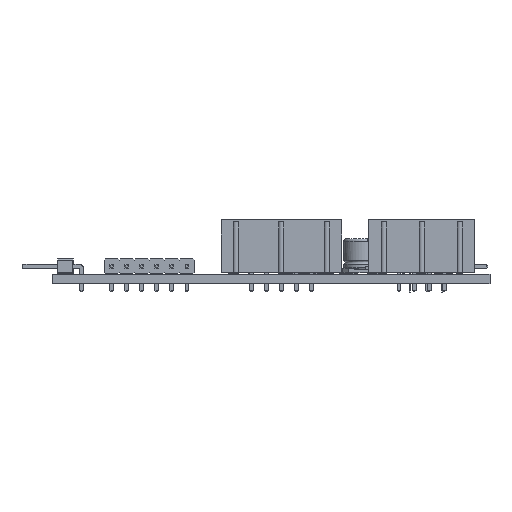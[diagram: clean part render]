
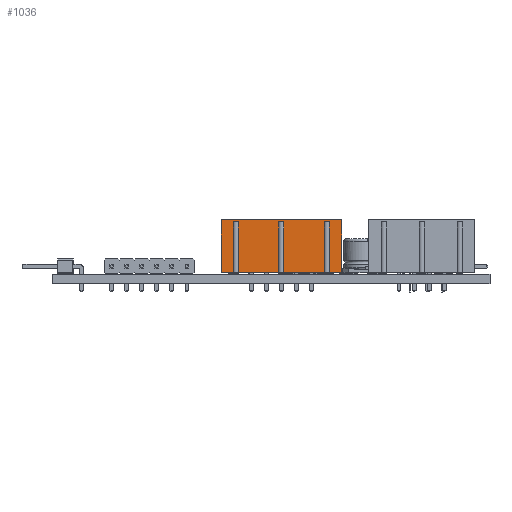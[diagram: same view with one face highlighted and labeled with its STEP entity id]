
A CAD part, front view. The second image highlights one B-rep face of the part: STEP entity #1036.
In plain terms, the highlighted face is planar.
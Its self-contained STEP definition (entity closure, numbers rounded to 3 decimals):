
#198 = EDGE_CURVE('',#199,#201,#203,.T.);
#199 = VERTEX_POINT('',#200);
#200 = CARTESIAN_POINT('',(5.695,5.1,0.25));
#201 = VERTEX_POINT('',#202);
#202 = CARTESIAN_POINT('',(5.695,5.1,9.1));
#203 = LINE('',#204,#205);
#204 = CARTESIAN_POINT('',(5.695,5.1,0.25));
#205 = VECTOR('',#206,1.);
#206 = DIRECTION('',(0.,0.,1.));
#263 = VERTEX_POINT('',#264);
#264 = CARTESIAN_POINT('',(5.695,-15.26,9.1));
#270 = EDGE_CURVE('',#263,#201,#271,.T.);
#271 = LINE('',#272,#273);
#272 = CARTESIAN_POINT('',(5.695,-15.26,9.1));
#273 = VECTOR('',#274,1.);
#274 = DIRECTION('',(0.,1.,0.));
#471 = VERTEX_POINT('',#472);
#472 = CARTESIAN_POINT('',(5.695,-15.26,0.25));
#478 = EDGE_CURVE('',#471,#263,#479,.T.);
#479 = LINE('',#480,#481);
#480 = CARTESIAN_POINT('',(5.695,-15.26,0.25));
#481 = VECTOR('',#482,1.);
#482 = DIRECTION('',(0.,0.,1.));
#518 = EDGE_CURVE('',#519,#199,#521,.T.);
#519 = VERTEX_POINT('',#520);
#520 = CARTESIAN_POINT('',(5.695,3.033,0.25));
#521 = LINE('',#522,#523);
#522 = CARTESIAN_POINT('',(5.695,-15.26,0.25));
#523 = VECTOR('',#524,1.);
#524 = DIRECTION('',(0.,1.,0.));
#536 = VERTEX_POINT('',#537);
#537 = CARTESIAN_POINT('',(5.695,2.167,0.25));
#544 = EDGE_CURVE('',#545,#536,#547,.T.);
#545 = VERTEX_POINT('',#546);
#546 = CARTESIAN_POINT('',(5.695,-4.647,0.25));
#547 = LINE('',#548,#549);
#548 = CARTESIAN_POINT('',(5.695,-15.26,0.25));
#549 = VECTOR('',#550,1.);
#550 = DIRECTION('',(0.,1.,0.));
#562 = VERTEX_POINT('',#563);
#563 = CARTESIAN_POINT('',(5.695,-5.513,0.25));
#570 = EDGE_CURVE('',#571,#562,#573,.T.);
#571 = VERTEX_POINT('',#572);
#572 = CARTESIAN_POINT('',(5.695,-12.327,0.25));
#573 = LINE('',#574,#575);
#574 = CARTESIAN_POINT('',(5.695,-15.26,0.25));
#575 = VECTOR('',#576,1.);
#576 = DIRECTION('',(0.,1.,0.));
#588 = VERTEX_POINT('',#589);
#589 = CARTESIAN_POINT('',(5.695,-13.193,0.25));
#596 = EDGE_CURVE('',#471,#588,#597,.T.);
#597 = LINE('',#598,#599);
#598 = CARTESIAN_POINT('',(5.695,-15.26,0.25));
#599 = VECTOR('',#600,1.);
#600 = DIRECTION('',(0.,1.,0.));
#1036 = ADVANCED_FACE('',(#1037),#1112,.T.);
#1037 = FACE_BOUND('',#1038,.T.);
#1038 = EDGE_LOOP('',(#1039,#1040,#1041,#1049,#1057,#1063,#1064,#1072,
    #1080,#1086,#1087,#1095,#1103,#1109,#1110,#1111));
#1039 = ORIENTED_EDGE('',*,*,#478,.F.);
#1040 = ORIENTED_EDGE('',*,*,#596,.T.);
#1041 = ORIENTED_EDGE('',*,*,#1042,.F.);
#1042 = EDGE_CURVE('',#1043,#588,#1045,.T.);
#1043 = VERTEX_POINT('',#1044);
#1044 = CARTESIAN_POINT('',(5.695,-13.193,8.75));
#1045 = LINE('',#1046,#1047);
#1046 = CARTESIAN_POINT('',(5.695,-13.193,0.25));
#1047 = VECTOR('',#1048,1.);
#1048 = DIRECTION('',(-0.,-0.,-1.));
#1049 = ORIENTED_EDGE('',*,*,#1050,.F.);
#1050 = EDGE_CURVE('',#1051,#1043,#1053,.T.);
#1051 = VERTEX_POINT('',#1052);
#1052 = CARTESIAN_POINT('',(5.695,-12.327,8.75));
#1053 = LINE('',#1054,#1055);
#1054 = CARTESIAN_POINT('',(5.695,-8.92,8.75));
#1055 = VECTOR('',#1056,1.);
#1056 = DIRECTION('',(0.,-1.,0.));
#1057 = ORIENTED_EDGE('',*,*,#1058,.T.);
#1058 = EDGE_CURVE('',#1051,#571,#1059,.T.);
#1059 = LINE('',#1060,#1061);
#1060 = CARTESIAN_POINT('',(5.695,-12.327,0.25));
#1061 = VECTOR('',#1062,1.);
#1062 = DIRECTION('',(-0.,-0.,-1.));
#1063 = ORIENTED_EDGE('',*,*,#570,.T.);
#1064 = ORIENTED_EDGE('',*,*,#1065,.F.);
#1065 = EDGE_CURVE('',#1066,#562,#1068,.T.);
#1066 = VERTEX_POINT('',#1067);
#1067 = CARTESIAN_POINT('',(5.695,-5.513,8.75));
#1068 = LINE('',#1069,#1070);
#1069 = CARTESIAN_POINT('',(5.695,-5.513,0.25));
#1070 = VECTOR('',#1071,1.);
#1071 = DIRECTION('',(-0.,-0.,-1.));
#1072 = ORIENTED_EDGE('',*,*,#1073,.F.);
#1073 = EDGE_CURVE('',#1074,#1066,#1076,.T.);
#1074 = VERTEX_POINT('',#1075);
#1075 = CARTESIAN_POINT('',(5.695,-4.647,8.75));
#1076 = LINE('',#1077,#1078);
#1077 = CARTESIAN_POINT('',(5.695,-5.08,8.75));
#1078 = VECTOR('',#1079,1.);
#1079 = DIRECTION('',(0.,-1.,0.));
#1080 = ORIENTED_EDGE('',*,*,#1081,.T.);
#1081 = EDGE_CURVE('',#1074,#545,#1082,.T.);
#1082 = LINE('',#1083,#1084);
#1083 = CARTESIAN_POINT('',(5.695,-4.647,0.25));
#1084 = VECTOR('',#1085,1.);
#1085 = DIRECTION('',(-0.,-0.,-1.));
#1086 = ORIENTED_EDGE('',*,*,#544,.T.);
#1087 = ORIENTED_EDGE('',*,*,#1088,.F.);
#1088 = EDGE_CURVE('',#1089,#536,#1091,.T.);
#1089 = VERTEX_POINT('',#1090);
#1090 = CARTESIAN_POINT('',(5.695,2.167,8.75));
#1091 = LINE('',#1092,#1093);
#1092 = CARTESIAN_POINT('',(5.695,2.167,0.25));
#1093 = VECTOR('',#1094,1.);
#1094 = DIRECTION('',(-0.,-0.,-1.));
#1095 = ORIENTED_EDGE('',*,*,#1096,.F.);
#1096 = EDGE_CURVE('',#1097,#1089,#1099,.T.);
#1097 = VERTEX_POINT('',#1098);
#1098 = CARTESIAN_POINT('',(5.695,3.033,8.75));
#1099 = LINE('',#1100,#1101);
#1100 = CARTESIAN_POINT('',(5.695,-1.24,8.75));
#1101 = VECTOR('',#1102,1.);
#1102 = DIRECTION('',(0.,-1.,0.));
#1103 = ORIENTED_EDGE('',*,*,#1104,.T.);
#1104 = EDGE_CURVE('',#1097,#519,#1105,.T.);
#1105 = LINE('',#1106,#1107);
#1106 = CARTESIAN_POINT('',(5.695,3.033,0.25));
#1107 = VECTOR('',#1108,1.);
#1108 = DIRECTION('',(-0.,-0.,-1.));
#1109 = ORIENTED_EDGE('',*,*,#518,.T.);
#1110 = ORIENTED_EDGE('',*,*,#198,.T.);
#1111 = ORIENTED_EDGE('',*,*,#270,.F.);
#1112 = PLANE('',#1113);
#1113 = AXIS2_PLACEMENT_3D('',#1114,#1115,#1116);
#1114 = CARTESIAN_POINT('',(5.695,-5.08,4.675));
#1115 = DIRECTION('',(1.,0.,0.));
#1116 = DIRECTION('',(0.,0.,1.));
